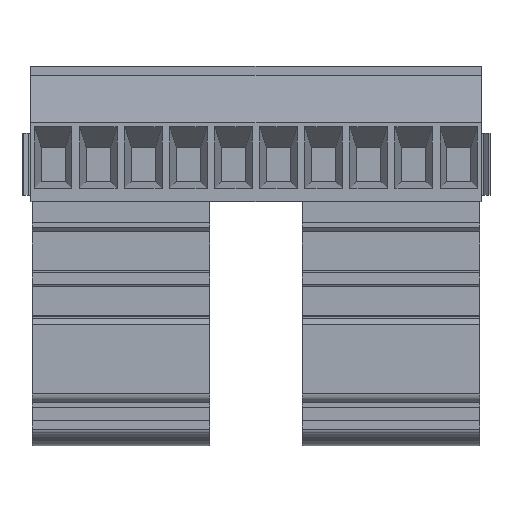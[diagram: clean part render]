
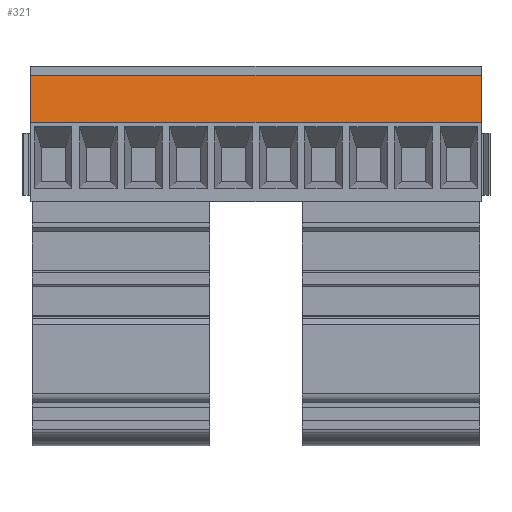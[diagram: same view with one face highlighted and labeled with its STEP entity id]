
A CAD part, top view. The second image highlights one B-rep face of the part: STEP entity #321.
In plain terms, the highlighted planar face has unit normal (0, 0.148, 0.989).
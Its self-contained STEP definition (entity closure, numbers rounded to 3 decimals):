
#294=AXIS2_PLACEMENT_3D('Plane Axis2P3D',#291,#292,#293) ;
#262=CARTESIAN_POINT('Vertex',(51.8,36.4,39.18)) ;
#265=CARTESIAN_POINT('Line Origine',(26.4,36.4,39.18)) ;
#269=CARTESIAN_POINT('Vertex',(1.,36.4,39.18)) ;
#291=CARTESIAN_POINT('Axis2P3D Location',(1.,36.4,39.18)) ;
#296=CARTESIAN_POINT('Line Origine',(51.8,39.075,38.78)) ;
#300=CARTESIAN_POINT('Vertex',(51.8,41.75,38.38)) ;
#303=CARTESIAN_POINT('Line Origine',(26.4,41.75,38.38)) ;
#307=CARTESIAN_POINT('Vertex',(1.,41.75,38.38)) ;
#310=CARTESIAN_POINT('Line Origine',(1.,39.075,38.78)) ;
#266=DIRECTION('Vector Direction',(1.,0.,0.)) ;
#292=DIRECTION('Axis2P3D Direction',(0.,-0.148,-0.989)) ;
#293=DIRECTION('Axis2P3D XDirection',(0.,0.989,-0.148)) ;
#297=DIRECTION('Vector Direction',(0.,0.989,-0.148)) ;
#304=DIRECTION('Vector Direction',(1.,0.,0.)) ;
#311=DIRECTION('Vector Direction',(0.,0.989,-0.148)) ;
#267=VECTOR('Line Direction',#266,1.) ;
#298=VECTOR('Line Direction',#297,1.) ;
#305=VECTOR('Line Direction',#304,1.) ;
#312=VECTOR('Line Direction',#311,1.) ;
#316=ORIENTED_EDGE('',*,*,#302,.T.) ;
#317=ORIENTED_EDGE('',*,*,#309,.F.) ;
#318=ORIENTED_EDGE('',*,*,#314,.F.) ;
#319=ORIENTED_EDGE('',*,*,#271,.T.) ;
#321=ADVANCED_FACE('HOUSING',(#320),#295,.F.) ;
#271=EDGE_CURVE('',#270,#263,#268,.T.) ;
#302=EDGE_CURVE('',#263,#301,#299,.T.) ;
#309=EDGE_CURVE('',#308,#301,#306,.T.) ;
#314=EDGE_CURVE('',#270,#308,#313,.T.) ;
#315=EDGE_LOOP('',(#316,#317,#318,#319)) ;
#320=FACE_OUTER_BOUND('',#315,.T.) ;
#268=LINE('Line',#265,#267) ;
#299=LINE('Line',#296,#298) ;
#306=LINE('Line',#303,#305) ;
#313=LINE('Line',#310,#312) ;
#295=PLANE('',#294) ;
#263=VERTEX_POINT('',#262) ;
#270=VERTEX_POINT('',#269) ;
#301=VERTEX_POINT('',#300) ;
#308=VERTEX_POINT('',#307) ;
